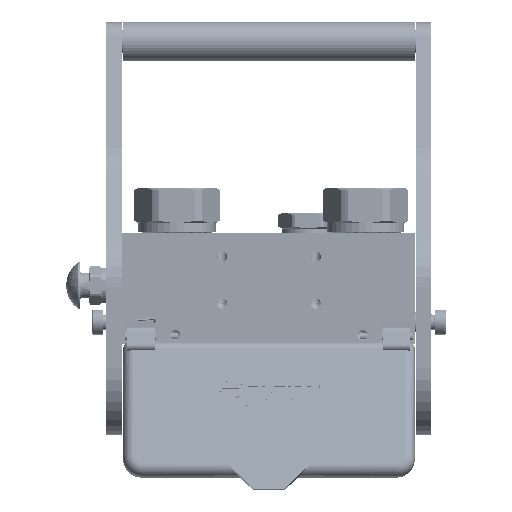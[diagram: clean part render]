
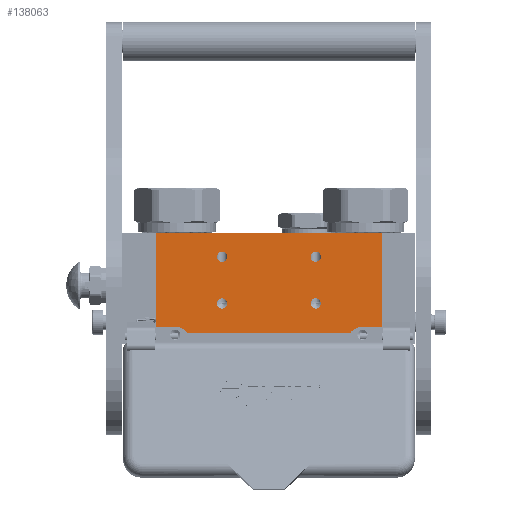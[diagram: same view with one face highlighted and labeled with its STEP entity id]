
A CAD part, left-side view. The second image highlights one B-rep face of the part: STEP entity #138063.
In plain terms, the highlighted face is planar.
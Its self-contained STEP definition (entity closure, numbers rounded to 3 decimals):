
#514 = CARTESIAN_POINT ( 'NONE',  ( 34., 70., -108. ) ) ;
#795 = EDGE_LOOP ( 'NONE', ( #109395, #7817 ) ) ;
#3413 = AXIS2_PLACEMENT_3D ( 'NONE', #73431, #138900, #40158 ) ;
#3829 = VECTOR ( 'NONE', #31649, 1000. ) ;
#3955 = DIRECTION ( 'NONE',  ( 0., 1., 0. ) ) ;
#4673 = VERTEX_POINT ( 'NONE', #19718 ) ;
#6565 = EDGE_CURVE ( 'NONE', #40838, #44485, #26562, .T. ) ;
#7134 = DIRECTION ( 'NONE',  ( 0., 0., -1. ) ) ;
#7329 = CARTESIAN_POINT ( 'NONE',  ( 34., 60., -108. ) ) ;
#7817 = ORIENTED_EDGE ( 'NONE', *, *, #118727, .F. ) ;
#8348 = CARTESIAN_POINT ( 'NONE',  ( 145.854, 64.2, -108. ) ) ;
#10293 = AXIS2_PLACEMENT_3D ( 'NONE', #514, #20686, #97774 ) ;
#10446 = DIRECTION ( 'NONE',  ( 0., 1., 0. ) ) ;
#13965 = AXIS2_PLACEMENT_3D ( 'NONE', #99080, #99543, #10446 ) ;
#14252 = DIRECTION ( 'NONE',  ( 0., -1., 0. ) ) ;
#16004 = LINE ( 'NONE', #59048, #43536 ) ;
#16575 = AXIS2_PLACEMENT_3D ( 'NONE', #141366, #87896, #109611 ) ;
#17329 = ORIENTED_EDGE ( 'NONE', *, *, #136438, .F. ) ;
#18372 = ORIENTED_EDGE ( 'NONE', *, *, #80646, .F. ) ;
#19718 = CARTESIAN_POINT ( 'NONE',  ( 154., 60., -108. ) ) ;
#20020 = VERTEX_POINT ( 'NONE', #28888 ) ;
#20053 = EDGE_CURVE ( 'NONE', #4673, #113901, #82756, .T. ) ;
#20686 = DIRECTION ( 'NONE',  ( 0., 0., -1. ) ) ;
#21259 = ORIENTED_EDGE ( 'NONE', *, *, #56029, .F. ) ;
#21355 = EDGE_LOOP ( 'NONE', ( #54473, #82953 ) ) ;
#21515 = CARTESIAN_POINT ( 'NONE',  ( 21.3, 60., -108. ) ) ;
#22901 = ORIENTED_EDGE ( 'NONE', *, *, #28202, .F. ) ;
#23014 = CARTESIAN_POINT ( 'NONE',  ( 21.3, 0., -108. ) ) ;
#23255 = CIRCLE ( 'NONE', #77541, 3.3 ) ;
#24197 = VERTEX_POINT ( 'NONE', #76288 ) ;
#24292 = FACE_OUTER_BOUND ( 'NONE', #138944, .T. ) ;
#24355 = DIRECTION ( 'NONE',  ( 0., 0., -1. ) ) ;
#25414 = EDGE_CURVE ( 'NONE', #77781, #29247, #126000, .T. ) ;
#26016 = ORIENTED_EDGE ( 'NONE', *, *, #20053, .F. ) ;
#26142 = VERTEX_POINT ( 'NONE', #47404 ) ;
#26562 = LINE ( 'NONE', #95810, #74877 ) ;
#26854 = DIRECTION ( 'NONE',  ( 0., 1., 0. ) ) ;
#28202 = EDGE_CURVE ( 'NONE', #121343, #105015, #23255, .T. ) ;
#28888 = CARTESIAN_POINT ( 'NONE',  ( 124., 18.3, -108. ) ) ;
#29247 = VERTEX_POINT ( 'NONE', #130048 ) ;
#29618 = LINE ( 'NONE', #21515, #3829 ) ;
#31649 = DIRECTION ( 'NONE',  ( 1., 0., 0. ) ) ;
#32014 = CARTESIAN_POINT ( 'NONE',  ( 21.3, 60., -108. ) ) ;
#32994 = ORIENTED_EDGE ( 'NONE', *, *, #54112, .F. ) ;
#33618 = DIRECTION ( 'NONE',  ( 0., 1., 0. ) ) ;
#34678 = DIRECTION ( 'NONE',  ( 0., 0., -1. ) ) ;
#35725 = LINE ( 'NONE', #137766, #66725 ) ;
#38528 = AXIS2_PLACEMENT_3D ( 'NONE', #118827, #7134, #106858 ) ;
#38895 = DIRECTION ( 'NONE',  ( 0., 0., -1. ) ) ;
#40158 = DIRECTION ( 'NONE',  ( -1., 0., 0. ) ) ;
#40838 = VERTEX_POINT ( 'NONE', #137268 ) ;
#41831 = DIRECTION ( 'NONE',  ( -1., 0., 0. ) ) ;
#43022 = VERTEX_POINT ( 'NONE', #135905 ) ;
#43536 = VECTOR ( 'NONE', #125096, 1000. ) ;
#44485 = VERTEX_POINT ( 'NONE', #104929 ) ;
#47404 = CARTESIAN_POINT ( 'NONE',  ( 64., 41.7, -108. ) ) ;
#48058 = CIRCLE ( 'NONE', #16575, 3.3 ) ;
#48271 = AXIS2_PLACEMENT_3D ( 'NONE', #112098, #24355, #14252 ) ;
#48390 = FACE_BOUND ( 'NONE', #137013, .T. ) ;
#52027 = VERTEX_POINT ( 'NONE', #113775 ) ;
#52256 = EDGE_CURVE ( 'NONE', #40838, #91621, #35725, .T. ) ;
#53618 = FACE_BOUND ( 'NONE', #21355, .T. ) ;
#54112 = EDGE_CURVE ( 'NONE', #105015, #121343, #118024, .T. ) ;
#54245 = LINE ( 'NONE', #8348, #76682 ) ;
#54473 = ORIENTED_EDGE ( 'NONE', *, *, #74349, .F. ) ;
#54900 = DIRECTION ( 'NONE',  ( 0., -1., 0. ) ) ;
#54954 = EDGE_CURVE ( 'NONE', #20020, #52027, #74936, .T. ) ;
#56029 = EDGE_CURVE ( 'NONE', #52027, #20020, #48058, .T. ) ;
#57167 = DIRECTION ( 'NONE',  ( 0., 0., -1. ) ) ;
#58454 = DIRECTION ( 'NONE',  ( 0., 0., -1. ) ) ;
#58946 = DIRECTION ( 'NONE',  ( 0., 1., 0. ) ) ;
#59048 = CARTESIAN_POINT ( 'NONE',  ( 166.7, 60., -108. ) ) ;
#63128 = DIRECTION ( 'NONE',  ( 0., -1., 0. ) ) ;
#65265 = CARTESIAN_POINT ( 'NONE',  ( 145.854, 64.2, -108. ) ) ;
#65822 = EDGE_CURVE ( 'NONE', #24197, #72135, #66325, .T. ) ;
#66325 = CIRCLE ( 'NONE', #10293, 10. ) ;
#66725 = VECTOR ( 'NONE', #3955, 1000. ) ;
#67067 = EDGE_CURVE ( 'NONE', #26142, #43022, #69365, .T. ) ;
#67353 = ORIENTED_EDGE ( 'NONE', *, *, #123612, .T. ) ;
#68078 = CARTESIAN_POINT ( 'NONE',  ( 166.7, 60., -108. ) ) ;
#68199 = EDGE_LOOP ( 'NONE', ( #32994, #22901 ) ) ;
#69365 = CIRCLE ( 'NONE', #48271, 3.3 ) ;
#72135 = VERTEX_POINT ( 'NONE', #7329 ) ;
#73431 = CARTESIAN_POINT ( 'NONE',  ( 166.7, 0., -108. ) ) ;
#74349 = EDGE_CURVE ( 'NONE', #29247, #77781, #102460, .T. ) ;
#74618 = AXIS2_PLACEMENT_3D ( 'NONE', #133345, #57167, #109286 ) ;
#74877 = VECTOR ( 'NONE', #41831, 1000. ) ;
#74936 = CIRCLE ( 'NONE', #92178, 3.3 ) ;
#75160 = DIRECTION ( 'NONE',  ( 0., 0., -1. ) ) ;
#76288 = CARTESIAN_POINT ( 'NONE',  ( 42.146, 64.2, -108. ) ) ;
#76682 = VECTOR ( 'NONE', #107612, 1000. ) ;
#77541 = AXIS2_PLACEMENT_3D ( 'NONE', #113449, #58454, #58946 ) ;
#77781 = VERTEX_POINT ( 'NONE', #84761 ) ;
#79772 = LINE ( 'NONE', #23014, #109125 ) ;
#80646 = EDGE_CURVE ( 'NONE', #113901, #24197, #54245, .T. ) ;
#82756 = CIRCLE ( 'NONE', #123587, 10. ) ;
#82953 = ORIENTED_EDGE ( 'NONE', *, *, #25414, .F. ) ;
#84761 = CARTESIAN_POINT ( 'NONE',  ( 124., 48.3, -108. ) ) ;
#87896 = DIRECTION ( 'NONE',  ( 0., 0., -1. ) ) ;
#88262 = CARTESIAN_POINT ( 'NONE',  ( 64., 18.3, -108. ) ) ;
#91621 = VERTEX_POINT ( 'NONE', #68078 ) ;
#92178 = AXIS2_PLACEMENT_3D ( 'NONE', #104978, #38895, #26854 ) ;
#94993 = FACE_BOUND ( 'NONE', #795, .T. ) ;
#95810 = CARTESIAN_POINT ( 'NONE',  ( 166.7, 0., -108. ) ) ;
#97774 = DIRECTION ( 'NONE',  ( 0.815, -0.58, 0. ) ) ;
#99080 = CARTESIAN_POINT ( 'NONE',  ( 64., 45., -108. ) ) ;
#99168 = ORIENTED_EDGE ( 'NONE', *, *, #52256, .F. ) ;
#99543 = DIRECTION ( 'NONE',  ( 0., 0., -1. ) ) ;
#100902 = CARTESIAN_POINT ( 'NONE',  ( 64., 11.7, -108. ) ) ;
#102460 = CIRCLE ( 'NONE', #118104, 3.3 ) ;
#104620 = CARTESIAN_POINT ( 'NONE',  ( 154., 70., -108. ) ) ;
#104929 = CARTESIAN_POINT ( 'NONE',  ( 21.3, 0., -108. ) ) ;
#104978 = CARTESIAN_POINT ( 'NONE',  ( 124., 15., -108. ) ) ;
#105015 = VERTEX_POINT ( 'NONE', #100902 ) ;
#106858 = DIRECTION ( 'NONE',  ( 0., -1., 0. ) ) ;
#107612 = DIRECTION ( 'NONE',  ( -1., 0., 0. ) ) ;
#109125 = VECTOR ( 'NONE', #33618, 1000. ) ;
#109286 = DIRECTION ( 'NONE',  ( 0., 1., 0. ) ) ;
#109395 = ORIENTED_EDGE ( 'NONE', *, *, #67067, .F. ) ;
#109611 = DIRECTION ( 'NONE',  ( 0., -1., 0. ) ) ;
#112098 = CARTESIAN_POINT ( 'NONE',  ( 64., 45., -108. ) ) ;
#113449 = CARTESIAN_POINT ( 'NONE',  ( 64., 15., -108. ) ) ;
#113775 = CARTESIAN_POINT ( 'NONE',  ( 124., 11.7, -108. ) ) ;
#113901 = VERTEX_POINT ( 'NONE', #65265 ) ;
#113908 = VERTEX_POINT ( 'NONE', #32014 ) ;
#114263 = ORIENTED_EDGE ( 'NONE', *, *, #117907, .T. ) ;
#114800 = ORIENTED_EDGE ( 'NONE', *, *, #65822, .F. ) ;
#117907 = EDGE_CURVE ( 'NONE', #44485, #113908, #79772, .T. ) ;
#118024 = CIRCLE ( 'NONE', #38528, 3.3 ) ;
#118104 = AXIS2_PLACEMENT_3D ( 'NONE', #122419, #34678, #54900 ) ;
#118727 = EDGE_CURVE ( 'NONE', #43022, #26142, #121024, .T. ) ;
#118827 = CARTESIAN_POINT ( 'NONE',  ( 64., 15., -108. ) ) ;
#121024 = CIRCLE ( 'NONE', #13965, 3.3 ) ;
#121343 = VERTEX_POINT ( 'NONE', #88262 ) ;
#122419 = CARTESIAN_POINT ( 'NONE',  ( 124., 45., -108. ) ) ;
#123587 = AXIS2_PLACEMENT_3D ( 'NONE', #104620, #75160, #63128 ) ;
#123612 = EDGE_CURVE ( 'NONE', #113908, #72135, #29618, .T. ) ;
#125096 = DIRECTION ( 'NONE',  ( -1., 0., 0. ) ) ;
#126000 = CIRCLE ( 'NONE', #74618, 3.3 ) ;
#127755 = FACE_BOUND ( 'NONE', #68199, .T. ) ;
#130048 = CARTESIAN_POINT ( 'NONE',  ( 124., 41.7, -108. ) ) ;
#133345 = CARTESIAN_POINT ( 'NONE',  ( 124., 45., -108. ) ) ;
#135905 = CARTESIAN_POINT ( 'NONE',  ( 64., 48.3, -108. ) ) ;
#136438 = EDGE_CURVE ( 'NONE', #91621, #4673, #16004, .T. ) ;
#137013 = EDGE_LOOP ( 'NONE', ( #21259, #138796 ) ) ;
#137268 = CARTESIAN_POINT ( 'NONE',  ( 166.7, 0., -108. ) ) ;
#137766 = CARTESIAN_POINT ( 'NONE',  ( 166.7, 0., -108. ) ) ;
#137770 = ORIENTED_EDGE ( 'NONE', *, *, #6565, .T. ) ;
#138063 = ADVANCED_FACE ( 'NONE', ( #53618, #48390, #94993, #127755, #24292 ), #139863, .T. ) ;
#138796 = ORIENTED_EDGE ( 'NONE', *, *, #54954, .F. ) ;
#138900 = DIRECTION ( 'NONE',  ( 0., 0., -1. ) ) ;
#138944 = EDGE_LOOP ( 'NONE', ( #99168, #137770, #114263, #67353, #114800, #18372, #26016, #17329 ) ) ;
#139863 = PLANE ( 'NONE',  #3413 ) ;
#141366 = CARTESIAN_POINT ( 'NONE',  ( 124., 15., -108. ) ) ;
